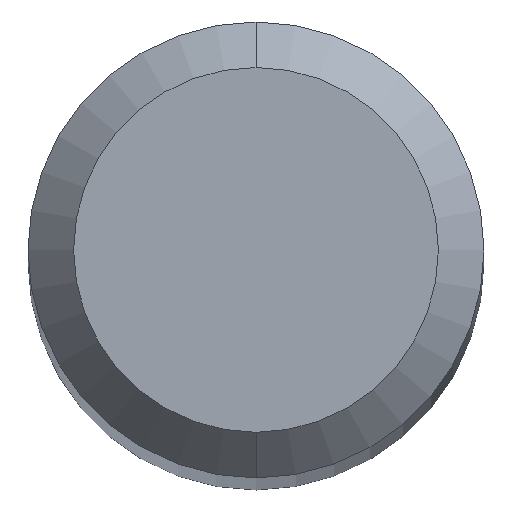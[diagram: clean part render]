
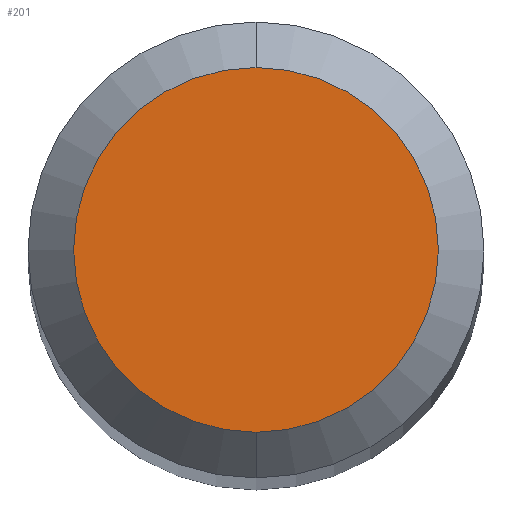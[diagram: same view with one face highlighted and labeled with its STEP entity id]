
A CAD part, top view. The second image highlights one B-rep face of the part: STEP entity #201.
In plain terms, the highlighted planar face has unit normal (0, 0, 1).
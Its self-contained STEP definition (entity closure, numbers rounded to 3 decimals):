
#175=VERTEX_POINT('',#467);
#187=VERTEX_POINT('',#479);
#191=EDGE_CURVE('',#175,#187,#484,.T.);
#201=ADVANCED_FACE('',(#494),#495,.T.);
#381=EDGE_CURVE('',#187,#175,#694,.T.);
#467=CARTESIAN_POINT('',(0.,-1.2,0.0));
#479=CARTESIAN_POINT('',(0.0,1.2,0.0));
#484=CIRCLE('',#829,1.2);
#494=FACE_OUTER_BOUND('',#871,.T.);
#495=PLANE('',#872);
#694=CIRCLE('',#1241,1.2);
#829=AXIS2_PLACEMENT_3D('',#1402,#1403,#1404);
#871=EDGE_LOOP('',(#1411,#1412));
#872=AXIS2_PLACEMENT_3D('',#1413,#1414,#1415);
#1241=AXIS2_PLACEMENT_3D('',#1640,#1641,#1642);
#1402=CARTESIAN_POINT('',(0.0,0.0,0.0));
#1403=DIRECTION('',(0.0,0.0,-1.0));
#1404=DIRECTION('',(0.0,1.0,0.0));
#1411=ORIENTED_EDGE('',*,*,#381,.F.);
#1412=ORIENTED_EDGE('',*,*,#191,.F.);
#1413=CARTESIAN_POINT('',(0.0,0.6,0.0));
#1414=DIRECTION('',(-0.0,0.0,1.0));
#1415=DIRECTION('',(0.0,-1.0,0.0));
#1640=CARTESIAN_POINT('',(0.0,0.0,0.0));
#1641=DIRECTION('',(0.0,0.0,-1.0));
#1642=DIRECTION('',(0.0,1.0,0.0));
